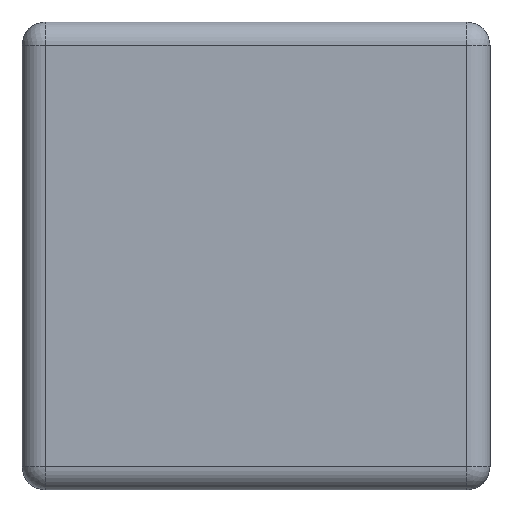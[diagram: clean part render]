
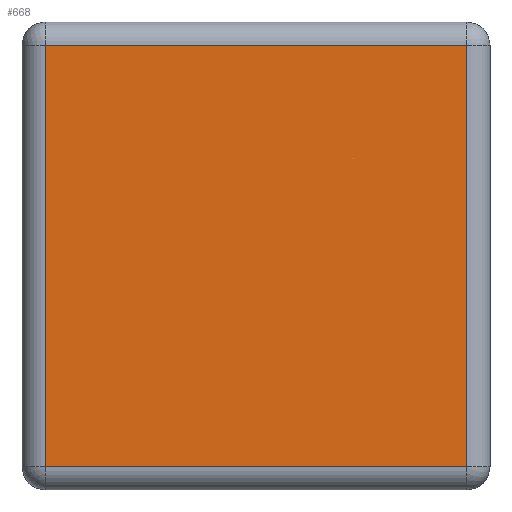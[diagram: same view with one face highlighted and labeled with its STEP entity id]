
A CAD part, left-side view. The second image highlights one B-rep face of the part: STEP entity #668.
In plain terms, the highlighted planar face has unit normal (-1, 0, 0).
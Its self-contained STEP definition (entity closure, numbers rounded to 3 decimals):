
#62=FACE_OUTER_BOUND('',#108,.T.);
#108=EDGE_LOOP('',(#503,#504,#505,#506));
#147=LINE('',#1072,#203);
#150=LINE('',#1076,#206);
#154=LINE('',#1082,#210);
#156=LINE('',#1085,#212);
#203=VECTOR('',#847,10.);
#206=VECTOR('',#852,10.);
#210=VECTOR('',#860,10.);
#212=VECTOR('',#864,10.);
#301=VERTEX_POINT('',#1041);
#303=VERTEX_POINT('',#1046);
#305=VERTEX_POINT('',#1055);
#309=VERTEX_POINT('',#1063);
#371=EDGE_CURVE('',#305,#309,#147,.T.);
#374=EDGE_CURVE('',#309,#303,#150,.T.);
#378=EDGE_CURVE('',#301,#305,#154,.T.);
#380=EDGE_CURVE('',#303,#301,#156,.T.);
#503=ORIENTED_EDGE('',*,*,#371,.F.);
#504=ORIENTED_EDGE('',*,*,#378,.F.);
#505=ORIENTED_EDGE('',*,*,#380,.F.);
#506=ORIENTED_EDGE('',*,*,#374,.F.);
#638=PLANE('',#734);
#668=ADVANCED_FACE('',(#62),#638,.T.);
#734=AXIS2_PLACEMENT_3D('',#1091,#873,#874);
#847=DIRECTION('',(0.,0.,-1.));
#852=DIRECTION('',(0.,1.,0.));
#860=DIRECTION('',(0.,-1.,0.));
#864=DIRECTION('',(0.,0.,1.));
#873=DIRECTION('center_axis',(-1.,0.,0.));
#874=DIRECTION('ref_axis',(0.,-1.,0.));
#1041=CARTESIAN_POINT('',(-0.5,0.225,0.475));
#1046=CARTESIAN_POINT('',(-0.5,0.225,0.025));
#1055=CARTESIAN_POINT('',(-0.5,-0.225,0.475));
#1063=CARTESIAN_POINT('',(-0.5,-0.225,0.025));
#1072=CARTESIAN_POINT('',(-0.5,-0.225,0.));
#1076=CARTESIAN_POINT('',(-0.5,0.125,0.025));
#1082=CARTESIAN_POINT('',(-0.5,0.125,0.475));
#1085=CARTESIAN_POINT('',(-0.5,0.225,0.));
#1091=CARTESIAN_POINT('Origin',(-0.5,0.25,0.));
